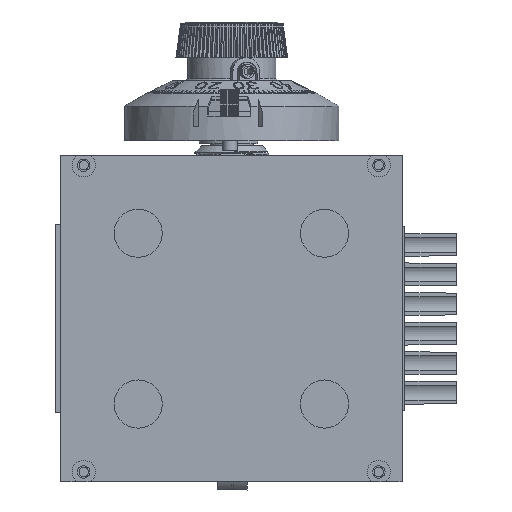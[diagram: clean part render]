
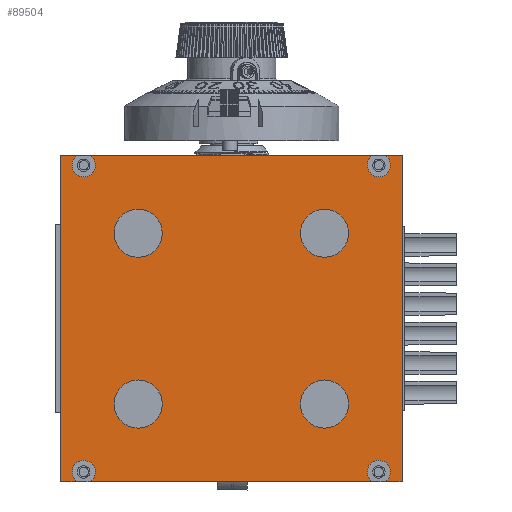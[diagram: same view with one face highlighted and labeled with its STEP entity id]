
A CAD part, front view. The second image highlights one B-rep face of the part: STEP entity #89504.
In plain terms, the highlighted planar face has unit normal (0, -1, 0).
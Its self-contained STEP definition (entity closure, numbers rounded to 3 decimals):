
#6103=FACE_BOUND('',#15054,.T.);
#6104=FACE_BOUND('',#15055,.T.);
#6105=FACE_BOUND('',#15056,.T.);
#6106=FACE_BOUND('',#15057,.T.);
#6455=PLANE('',#94741);
#10175=FACE_OUTER_BOUND('',#15053,.T.);
#15053=EDGE_LOOP('',(#61719,#61720,#61721,#61722,#61723,#61724,#61725,#61726,
#61727,#61728,#61729,#61730));
#15054=EDGE_LOOP('',(#61731));
#15055=EDGE_LOOP('',(#61732));
#15056=EDGE_LOOP('',(#61733));
#15057=EDGE_LOOP('',(#61734));
#20271=LINE('',#126790,#28470);
#20272=LINE('',#126792,#28471);
#20273=LINE('',#126793,#28472);
#20274=LINE('',#126794,#28473);
#20275=LINE('',#126796,#28474);
#20276=LINE('',#126798,#28475);
#20277=LINE('',#126799,#28476);
#20278=LINE('',#126800,#28477);
#28470=VECTOR('',#102741,10.);
#28471=VECTOR('',#102742,10.);
#28472=VECTOR('',#102743,10.);
#28473=VECTOR('',#102744,10.);
#28474=VECTOR('',#102745,10.);
#28475=VECTOR('',#102746,10.);
#28476=VECTOR('',#102747,10.);
#28477=VECTOR('',#102748,10.);
#36649=CIRCLE('',#94698,3.1);
#36651=CIRCLE('',#94702,3.1);
#36653=CIRCLE('',#94706,3.1);
#36655=CIRCLE('',#94710,3.1);
#36659=CIRCLE('',#94717,1.5);
#36663=CIRCLE('',#94724,1.5);
#36667=CIRCLE('',#94731,1.5);
#36671=CIRCLE('',#94738,1.5);
#39105=VERTEX_POINT('',#126693);
#39107=VERTEX_POINT('',#126700);
#39109=VERTEX_POINT('',#126707);
#39111=VERTEX_POINT('',#126714);
#39116=VERTEX_POINT('',#126728);
#39117=VERTEX_POINT('',#126730);
#39122=VERTEX_POINT('',#126745);
#39123=VERTEX_POINT('',#126747);
#39128=VERTEX_POINT('',#126762);
#39129=VERTEX_POINT('',#126764);
#39134=VERTEX_POINT('',#126779);
#39135=VERTEX_POINT('',#126781);
#39137=VERTEX_POINT('',#126789);
#39138=VERTEX_POINT('',#126791);
#39139=VERTEX_POINT('',#126795);
#39140=VERTEX_POINT('',#126797);
#48090=EDGE_CURVE('',#39105,#39105,#36649,.T.);
#48093=EDGE_CURVE('',#39107,#39107,#36651,.T.);
#48096=EDGE_CURVE('',#39109,#39109,#36653,.T.);
#48099=EDGE_CURVE('',#39111,#39111,#36655,.T.);
#48107=EDGE_CURVE('',#39116,#39117,#36659,.T.);
#48115=EDGE_CURVE('',#39122,#39123,#36663,.T.);
#48123=EDGE_CURVE('',#39128,#39129,#36667,.T.);
#48131=EDGE_CURVE('',#39134,#39135,#36671,.T.);
#48134=EDGE_CURVE('',#39137,#39117,#20271,.T.);
#48135=EDGE_CURVE('',#39138,#39137,#20272,.T.);
#48136=EDGE_CURVE('',#39128,#39138,#20273,.T.);
#48137=EDGE_CURVE('',#39122,#39129,#20274,.T.);
#48138=EDGE_CURVE('',#39139,#39123,#20275,.T.);
#48139=EDGE_CURVE('',#39140,#39139,#20276,.T.);
#48140=EDGE_CURVE('',#39134,#39140,#20277,.T.);
#48141=EDGE_CURVE('',#39116,#39135,#20278,.T.);
#61719=ORIENTED_EDGE('',*,*,#48107,.T.);
#61720=ORIENTED_EDGE('',*,*,#48134,.F.);
#61721=ORIENTED_EDGE('',*,*,#48135,.F.);
#61722=ORIENTED_EDGE('',*,*,#48136,.F.);
#61723=ORIENTED_EDGE('',*,*,#48123,.T.);
#61724=ORIENTED_EDGE('',*,*,#48137,.F.);
#61725=ORIENTED_EDGE('',*,*,#48115,.T.);
#61726=ORIENTED_EDGE('',*,*,#48138,.F.);
#61727=ORIENTED_EDGE('',*,*,#48139,.F.);
#61728=ORIENTED_EDGE('',*,*,#48140,.F.);
#61729=ORIENTED_EDGE('',*,*,#48131,.T.);
#61730=ORIENTED_EDGE('',*,*,#48141,.F.);
#61731=ORIENTED_EDGE('',*,*,#48090,.T.);
#61732=ORIENTED_EDGE('',*,*,#48093,.T.);
#61733=ORIENTED_EDGE('',*,*,#48096,.T.);
#61734=ORIENTED_EDGE('',*,*,#48099,.T.);
#89504=ADVANCED_FACE('',(#10175,#6103,#6104,#6105,#6106),#6455,.F.);
#94698=AXIS2_PLACEMENT_3D('',#126694,#102633,#102634);
#94702=AXIS2_PLACEMENT_3D('',#126701,#102642,#102643);
#94706=AXIS2_PLACEMENT_3D('',#126708,#102651,#102652);
#94710=AXIS2_PLACEMENT_3D('',#126715,#102660,#102661);
#94717=AXIS2_PLACEMENT_3D('',#126732,#102678,#102679);
#94724=AXIS2_PLACEMENT_3D('',#126749,#102696,#102697);
#94731=AXIS2_PLACEMENT_3D('',#126766,#102714,#102715);
#94738=AXIS2_PLACEMENT_3D('',#126783,#102732,#102733);
#94741=AXIS2_PLACEMENT_3D('',#126788,#102739,#102740);
#102633=DIRECTION('center_axis',(0.,1.,0.));
#102634=DIRECTION('ref_axis',(1.,0.,0.));
#102642=DIRECTION('center_axis',(0.,1.,0.));
#102643=DIRECTION('ref_axis',(1.,0.,0.));
#102651=DIRECTION('center_axis',(0.,1.,0.));
#102652=DIRECTION('ref_axis',(1.,0.,0.));
#102660=DIRECTION('center_axis',(0.,1.,0.));
#102661=DIRECTION('ref_axis',(1.,0.,0.));
#102678=DIRECTION('center_axis',(0.,1.,0.));
#102679=DIRECTION('ref_axis',(1.,0.,0.));
#102696=DIRECTION('center_axis',(0.,1.,0.));
#102697=DIRECTION('ref_axis',(1.,0.,0.));
#102714=DIRECTION('center_axis',(0.,1.,0.));
#102715=DIRECTION('ref_axis',(1.,0.,0.));
#102732=DIRECTION('center_axis',(0.,1.,0.));
#102733=DIRECTION('ref_axis',(1.,0.,0.));
#102739=DIRECTION('center_axis',(0.,1.,0.));
#102740=DIRECTION('ref_axis',(0.,0.,1.));
#102741=DIRECTION('',(-1.,0.,0.));
#102742=DIRECTION('',(0.,0.,-1.));
#102743=DIRECTION('',(1.,0.,0.));
#102744=DIRECTION('',(1.,0.,0.));
#102745=DIRECTION('',(1.,0.,0.));
#102746=DIRECTION('',(0.,0.,1.));
#102747=DIRECTION('',(-1.,0.,0.));
#102748=DIRECTION('',(-1.,0.,0.));
#126693=CARTESIAN_POINT('',(30.9,0.,-32.));
#126694=CARTESIAN_POINT('Origin',(34.,0.,-32.));
#126700=CARTESIAN_POINT('',(6.9,0.,-10.));
#126701=CARTESIAN_POINT('Origin',(10.,0.,-10.));
#126707=CARTESIAN_POINT('',(30.9,0.,-10.));
#126708=CARTESIAN_POINT('Origin',(34.,0.,-10.));
#126714=CARTESIAN_POINT('',(6.9,0.,-32.));
#126715=CARTESIAN_POINT('Origin',(10.,0.,-32.));
#126728=CARTESIAN_POINT('',(40.171,0.,-42.));
#126730=CARTESIAN_POINT('',(41.829,0.,-42.));
#126732=CARTESIAN_POINT('Origin',(41.,0.,-40.75));
#126745=CARTESIAN_POINT('',(3.829,0.,0.));
#126747=CARTESIAN_POINT('',(2.171,0.,0.));
#126749=CARTESIAN_POINT('Origin',(3.,0.,-1.25));
#126762=CARTESIAN_POINT('',(41.829,0.,0.));
#126764=CARTESIAN_POINT('',(40.171,0.,0.));
#126766=CARTESIAN_POINT('Origin',(41.,0.,-1.25));
#126779=CARTESIAN_POINT('',(2.171,0.,-42.));
#126781=CARTESIAN_POINT('',(3.829,0.,-42.));
#126783=CARTESIAN_POINT('Origin',(3.,0.,-40.75));
#126788=CARTESIAN_POINT('Origin',(22.,0.,-21.));
#126789=CARTESIAN_POINT('',(44.,0.,-42.));
#126790=CARTESIAN_POINT('',(44.,0.,-42.));
#126791=CARTESIAN_POINT('',(44.,0.,0.));
#126792=CARTESIAN_POINT('',(44.,0.,0.));
#126793=CARTESIAN_POINT('',(0.,0.,0.));
#126794=CARTESIAN_POINT('',(0.,0.,0.));
#126795=CARTESIAN_POINT('',(0.,0.,0.));
#126796=CARTESIAN_POINT('',(0.,0.,0.));
#126797=CARTESIAN_POINT('',(0.,0.,-42.));
#126798=CARTESIAN_POINT('',(0.,0.,-42.));
#126799=CARTESIAN_POINT('',(44.,0.,-42.));
#126800=CARTESIAN_POINT('',(44.,0.,-42.));
